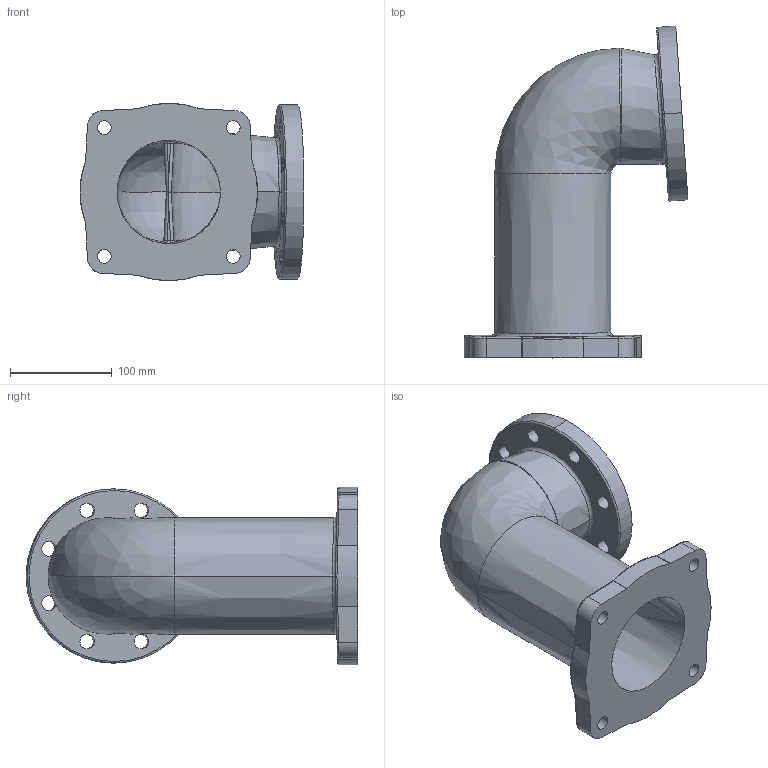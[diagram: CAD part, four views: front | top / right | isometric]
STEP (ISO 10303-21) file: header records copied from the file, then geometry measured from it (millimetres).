
FILE_DESCRIPTION((''),'2;1');
FILE_NAME('D20625','2014-01-03T',('cknei'),(''),'PRO/ENGINEER BY PARAMETRIC TECHNOLOGY CORPORATION, 2011180','PRO/ENGINEER BY PARAMETRIC TECHNOLOGY CORPORATION, 2011180','');
FILE_SCHEMA(('CONFIG_CONTROL_DESIGN'));
Length unit declared in the file: inch
Products named in the file (1): D20625
Bounding box: 220.3 x 326.59 x 174.62 mm (x, y, z)
Volume: 1444646.4 mm3; surface area: 338700.8 mm2
Topology: 1 solids, 1 shells, 179 faces, 438 edges, 260 vertices
Faces by surface type: bspline 88, cylinder 60, plane 25, cone 4, torus 2
Entity records: 10132 total; most frequent: CARTESIAN_POINT 6457, ORIENTED_EDGE 876, DIRECTION 568, EDGE_CURVE 438, VERTEX_POINT 260, AXIS2_PLACEMENT_3D 225, EDGE_LOOP 206, B_SPLINE_CURVE_WITH_KNOTS 186
